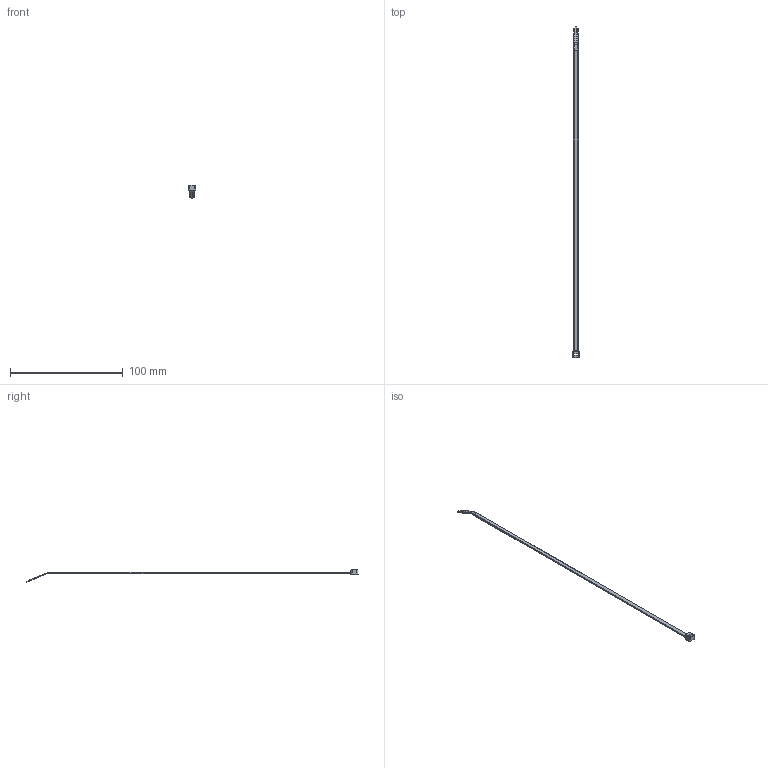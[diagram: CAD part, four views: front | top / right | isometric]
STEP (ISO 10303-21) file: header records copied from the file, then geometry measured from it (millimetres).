
FILE_DESCRIPTION(/* description */ (''),/* implementation_level */ '2;1');
FILE_NAME(/* name */ 'PANDUIT_PLT3I.stp',/* time_stamp */ '2019-04-17T16:32:18-05:00',/* author */ (''),/* organization */ (''),/* preprocessor_version */ 'ST-DEVELOPER v16',/* originating_system */ 'SIEMENS PLM Software NX 11.0',/* authorisation */ '');
FILE_SCHEMA (('AP203_CONFIGURATION_CONTROLLED_3D_DESIGN_OF_MECHANICAL_PARTS_AND_ASSEMBLIES_MIM_LF { 1 0 10303 403 2 1 2}'));
Bounding box: 6.58 x 294.33 x 12.14 mm (x, y, z)
Volume: 1420.9 mm3; surface area: 2950.9 mm2
Topology: 1 solids, 2 shells, 129 faces, 318 edges, 198 vertices
Faces by surface type: plane 70, cylinder 29, bspline 13, torus 8, cone 6, sphere 2, extrusion 1
Entity records: 4235 total; most frequent: CRTPNT 1112, ORNEDG 632, DRCTN 621, EDGCRV 316, A2PL3D 223, VRTPNT 198, VECTOR 175, LINE 174
